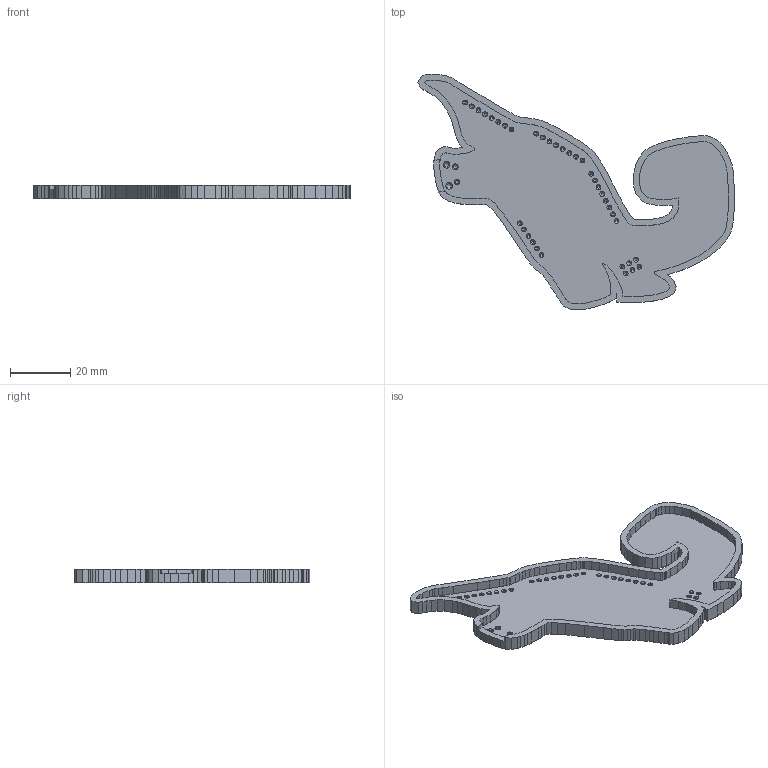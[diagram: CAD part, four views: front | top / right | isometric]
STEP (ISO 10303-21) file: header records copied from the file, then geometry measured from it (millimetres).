
FILE_DESCRIPTION(/* description */ (''),/* implementation_level */ '2;1');
FILE_NAME(/* name */ 'Coaster Case _ Orpheus Leap v9.step',/* time_stamp */ '2020-09-02T10:27:17-04:00',/* author */ (''),/* organization */ (''),/* preprocessor_version */ 'ST-DEVELOPER v18.1',/* originating_system */ 'Autodesk Translation Framework v9.3.0.1241',/* authorisation */ '');
FILE_SCHEMA (('AUTOMOTIVE_DESIGN { 1 0 10303 214 3 1 1 }'));
Length unit declared in the file: millimetre
Products named in the file (1): Coaster Case | Orpheus Leap
Bounding box: 105.11 x 78.23 x 4.6 mm (x, y, z)
Volume: 8656.7 mm3; surface area: 11484.9 mm2
Topology: 1 solids, 1 shells, 561 faces, 1538 edges, 1009 vertices
Faces by surface type: plane 441, cone 80, cylinder 40
Full cylindrical faces by diameter (mm): 0.9 x6, 0.946 x30, 1.2 x1, 1.4 x1, 1.6 x2
Entity records: 17403 total; most frequent: CARTESIAN_POINT 3069, ORIENTED_EDGE 2996, DIRECTION 2772, EDGE_CURVE 1498, LINE 1348, VECTOR 1348, VERTEX_POINT 1009, AXIS2_PLACEMENT_3D 712
